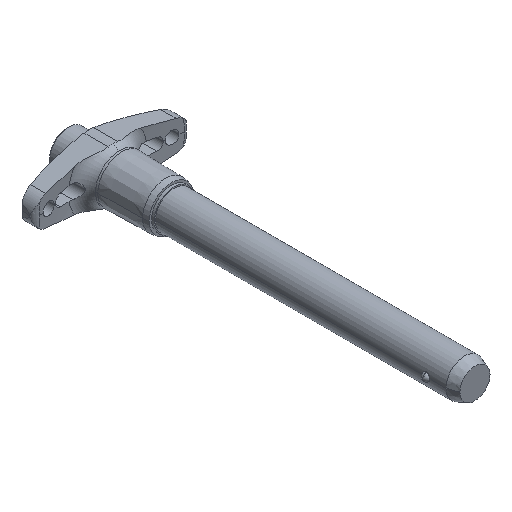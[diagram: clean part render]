
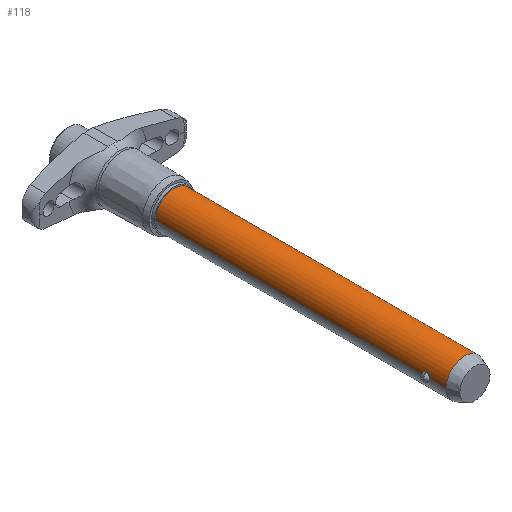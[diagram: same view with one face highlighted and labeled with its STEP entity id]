
A CAD part, isometric view. The second image highlights one B-rep face of the part: STEP entity #118.
In plain terms, the highlighted cylindrical face has radius 7.144 mm (diameter 14.287 mm), a partial arc.
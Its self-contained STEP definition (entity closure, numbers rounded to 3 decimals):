
#118=ADVANCED_FACE('',(#288),#289,.T.);
#288=FACE_OUTER_BOUND('',#511,.T.);
#289=CYLINDRICAL_SURFACE('',#512,7.144);
#511=EDGE_LOOP('',(#793,#794,#795,#796,#797,#798,#799,#800,#801,#802));
#512=AXIS2_PLACEMENT_3D('',#803,#804,#805);
#793=ORIENTED_EDGE('',*,*,#1428,.T.);
#794=ORIENTED_EDGE('',*,*,#1429,.T.);
#795=ORIENTED_EDGE('',*,*,#1390,.T.);
#796=ORIENTED_EDGE('',*,*,#1430,.T.);
#797=ORIENTED_EDGE('',*,*,#1375,.F.);
#798=ORIENTED_EDGE('',*,*,#1431,.T.);
#799=ORIENTED_EDGE('',*,*,#1432,.T.);
#800=ORIENTED_EDGE('',*,*,#1422,.T.);
#801=ORIENTED_EDGE('',*,*,#1433,.T.);
#802=ORIENTED_EDGE('',*,*,#1434,.T.);
#803=CARTESIAN_POINT('',(0.0,-57.277,0.0));
#804=DIRECTION('',(-0.0,1.0,0.0));
#805=DIRECTION('',(1.0,0.0,0.0));
#1375=EDGE_CURVE('',#1650,#1649,#1652,.T.);
#1390=EDGE_CURVE('',#1674,#1676,#1678,.T.);
#1422=EDGE_CURVE('',#1732,#1735,#1737,.T.);
#1428=EDGE_CURVE('',#1746,#1747,#1748,.T.);
#1429=EDGE_CURVE('',#1747,#1674,#1749,.T.);
#1430=EDGE_CURVE('',#1676,#1649,#1750,.T.);
#1431=EDGE_CURVE('',#1650,#1751,#1752,.T.);
#1432=EDGE_CURVE('',#1751,#1732,#1753,.T.);
#1433=EDGE_CURVE('',#1735,#1754,#1755,.T.);
#1434=EDGE_CURVE('',#1754,#1746,#1756,.T.);
#1649=VERTEX_POINT('',#2045);
#1650=VERTEX_POINT('',#2046);
#1652=CIRCLE('',#2048,7.144);
#1674=VERTEX_POINT('',#2150);
#1676=VERTEX_POINT('',#2152);
#1678=B_SPLINE_CURVE_WITH_KNOTS('',3,(#2167,#2168,#2169,#2170,#2171,#2172,#2173,#2174,#2175,#2176,#2177,#2178,#2179,#2180),.UNSPECIFIED.,.F.,.F.,(4,2,2,2,2,2,4),(4.475,4.989,5.503,5.733,5.962,6.338,6.713),.UNSPECIFIED.);
#1732=VERTEX_POINT('',#2445);
#1735=VERTEX_POINT('',#2448);
#1737=B_SPLINE_CURVE_WITH_KNOTS('',3,(#2463,#2464,#2465,#2466,#2467,#2468,#2469,#2470,#2471,#2472,#2473,#2474,#2475,#2476),.UNSPECIFIED.,.F.,.F.,(4,2,2,2,2,2,4),(0.0,0.514,1.028,1.257,1.487,1.862,2.238),.UNSPECIFIED.);
#1746=VERTEX_POINT('',#2515);
#1747=VERTEX_POINT('',#2516);
#1748=LINE('',#2517,#2518);
#1749=B_SPLINE_CURVE_WITH_KNOTS('',3,(#2519,#2520,#2521,#2522,#2523,#2524,#2525,#2526,#2527,#2528,#2529,#2530,#2531,#2532),.UNSPECIFIED.,.F.,.F.,(4,2,2,2,2,2,4),(2.238,2.613,2.988,3.218,3.448,3.961,4.475),.UNSPECIFIED.);
#1750=LINE('',#2533,#2534);
#1751=VERTEX_POINT('',#2535);
#1752=LINE('',#2536,#2537);
#1753=B_SPLINE_CURVE_WITH_KNOTS('',3,(#2538,#2539,#2540,#2541,#2542,#2543,#2544,#2545,#2546,#2547,#2548,#2549,#2550,#2551),.UNSPECIFIED.,.F.,.F.,(4,2,2,2,2,2,4),(6.713,7.088,7.463,7.693,7.923,8.436,8.95),.UNSPECIFIED.);
#1754=VERTEX_POINT('',#2552);
#1755=LINE('',#2553,#2554);
#1756=CIRCLE('',#2555,7.144);
#2045=CARTESIAN_POINT('',(7.144,0.0,0.0));
#2046=CARTESIAN_POINT('',(-7.144,0.0,0.));
#2048=AXIS2_PLACEMENT_3D('',#3944,#3945,#3946);
#2150=CARTESIAN_POINT('',(6.985,-103.088,1.5));
#2152=CARTESIAN_POINT('',(7.144,-101.6,0.));
#2167=CARTESIAN_POINT('',(6.985,-103.088,1.5));
#2168=CARTESIAN_POINT('',(6.985,-102.917,1.5));
#2169=CARTESIAN_POINT('',(6.991,-102.734,1.469));
#2170=CARTESIAN_POINT('',(7.017,-102.393,1.34));
#2171=CARTESIAN_POINT('',(7.036,-102.235,1.243));
#2172=CARTESIAN_POINT('',(7.062,-102.05,1.08));
#2173=CARTESIAN_POINT('',(7.071,-101.991,1.02));
#2174=CARTESIAN_POINT('',(7.088,-101.886,0.891));
#2175=CARTESIAN_POINT('',(7.097,-101.839,0.822));
#2176=CARTESIAN_POINT('',(7.115,-101.739,0.648));
#2177=CARTESIAN_POINT('',(7.126,-101.686,0.522));
#2178=CARTESIAN_POINT('',(7.14,-101.616,0.261));
#2179=CARTESIAN_POINT('',(7.144,-101.6,0.125));
#2180=CARTESIAN_POINT('',(7.144,-101.6,0.));
#2445=CARTESIAN_POINT('',(-6.985,-103.088,1.5));
#2448=CARTESIAN_POINT('',(-7.144,-104.577,0.));
#2463=CARTESIAN_POINT('',(-6.985,-103.088,1.5));
#2464=CARTESIAN_POINT('',(-6.985,-103.26,1.5));
#2465=CARTESIAN_POINT('',(-6.991,-103.443,1.469));
#2466=CARTESIAN_POINT('',(-7.017,-103.784,1.34));
#2467=CARTESIAN_POINT('',(-7.036,-103.942,1.243));
#2468=CARTESIAN_POINT('',(-7.062,-104.127,1.08));
#2469=CARTESIAN_POINT('',(-7.071,-104.186,1.02));
#2470=CARTESIAN_POINT('',(-7.088,-104.291,0.891));
#2471=CARTESIAN_POINT('',(-7.097,-104.338,0.822));
#2472=CARTESIAN_POINT('',(-7.115,-104.438,0.648));
#2473=CARTESIAN_POINT('',(-7.126,-104.491,0.522));
#2474=CARTESIAN_POINT('',(-7.14,-104.561,0.261));
#2475=CARTESIAN_POINT('',(-7.144,-104.577,0.125));
#2476=CARTESIAN_POINT('',(-7.144,-104.577,0.));
#2515=CARTESIAN_POINT('',(7.144,-110.668,0.0));
#2516=CARTESIAN_POINT('',(7.144,-104.577,0.));
#2517=CARTESIAN_POINT('',(7.144,-57.277,0.));
#2518=VECTOR('',#3997,1.0);
#2519=CARTESIAN_POINT('',(7.144,-104.577,0.));
#2520=CARTESIAN_POINT('',(7.144,-104.577,0.125));
#2521=CARTESIAN_POINT('',(7.14,-104.561,0.261));
#2522=CARTESIAN_POINT('',(7.126,-104.491,0.522));
#2523=CARTESIAN_POINT('',(7.115,-104.438,0.648));
#2524=CARTESIAN_POINT('',(7.097,-104.338,0.822));
#2525=CARTESIAN_POINT('',(7.088,-104.291,0.891));
#2526=CARTESIAN_POINT('',(7.071,-104.186,1.02));
#2527=CARTESIAN_POINT('',(7.062,-104.127,1.08));
#2528=CARTESIAN_POINT('',(7.036,-103.942,1.243));
#2529=CARTESIAN_POINT('',(7.017,-103.784,1.34));
#2530=CARTESIAN_POINT('',(6.991,-103.443,1.469));
#2531=CARTESIAN_POINT('',(6.985,-103.26,1.5));
#2532=CARTESIAN_POINT('',(6.985,-103.088,1.5));
#2533=CARTESIAN_POINT('',(7.144,-57.277,0.));
#2534=VECTOR('',#3998,1.0);
#2535=CARTESIAN_POINT('',(-7.144,-101.6,0.));
#2536=CARTESIAN_POINT('',(-7.144,-57.277,0.));
#2537=VECTOR('',#3999,1.0);
#2538=CARTESIAN_POINT('',(-7.144,-101.6,0.));
#2539=CARTESIAN_POINT('',(-7.144,-101.6,0.125));
#2540=CARTESIAN_POINT('',(-7.14,-101.616,0.261));
#2541=CARTESIAN_POINT('',(-7.126,-101.686,0.522));
#2542=CARTESIAN_POINT('',(-7.115,-101.739,0.648));
#2543=CARTESIAN_POINT('',(-7.097,-101.839,0.822));
#2544=CARTESIAN_POINT('',(-7.088,-101.886,0.891));
#2545=CARTESIAN_POINT('',(-7.071,-101.991,1.02));
#2546=CARTESIAN_POINT('',(-7.062,-102.05,1.08));
#2547=CARTESIAN_POINT('',(-7.036,-102.235,1.243));
#2548=CARTESIAN_POINT('',(-7.017,-102.393,1.34));
#2549=CARTESIAN_POINT('',(-6.991,-102.734,1.469));
#2550=CARTESIAN_POINT('',(-6.985,-102.917,1.5));
#2551=CARTESIAN_POINT('',(-6.985,-103.088,1.5));
#2552=CARTESIAN_POINT('',(-7.144,-110.668,0.));
#2553=CARTESIAN_POINT('',(-7.144,-57.277,0.));
#2554=VECTOR('',#4000,1.0);
#2555=AXIS2_PLACEMENT_3D('',#4001,#4002,#4003);
#3944=CARTESIAN_POINT('',(0.0,0.0,0.0));
#3945=DIRECTION('',(-0.0,1.0,0.0));
#3946=DIRECTION('',(1.0,0.0,0.0));
#3997=DIRECTION('',(0.0,1.0,0.0));
#3998=DIRECTION('',(0.0,1.0,0.0));
#3999=DIRECTION('',(-0.0,-1.0,-0.0));
#4000=DIRECTION('',(-0.0,-1.0,-0.0));
#4001=CARTESIAN_POINT('',(0.0,-110.668,0.0));
#4002=DIRECTION('',(0.,1.0,0.0));
#4003=DIRECTION('',(1.0,0.,0.0));
